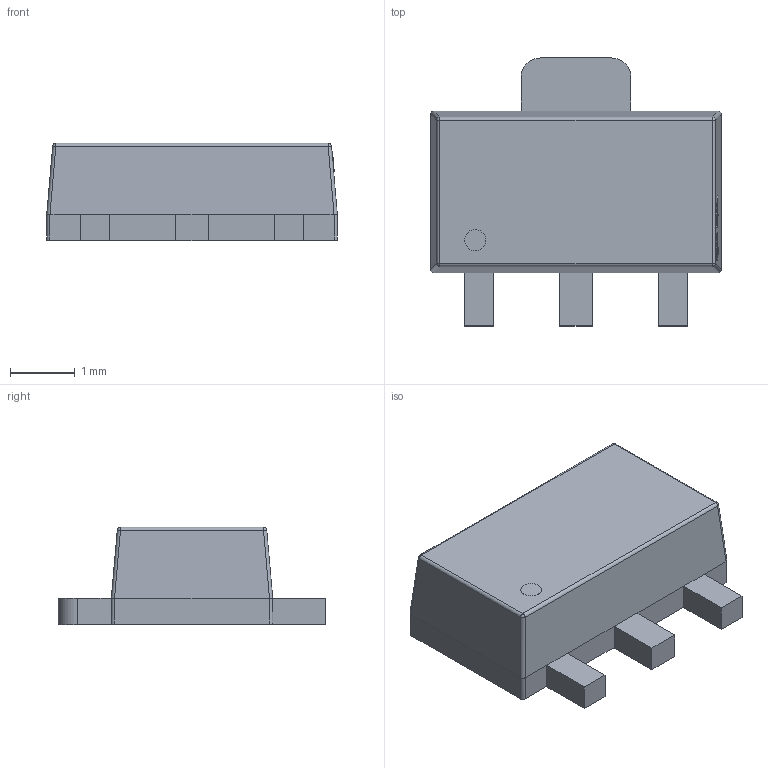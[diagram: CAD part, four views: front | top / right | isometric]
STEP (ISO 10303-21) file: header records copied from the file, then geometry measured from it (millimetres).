
FILE_DESCRIPTION (( 'STEP AP214' ), '1' );
FILE_NAME ('SOT-89-3_L4.5-W2.5-P1.50-LS4.2-BL.STEP', '2022-11-07T01:16:50', ( '' ), ( '' ), 'SwSTEP 2.0', 'SolidWorks 2020', '' );
FILE_SCHEMA (( 'AUTOMOTIVE_DESIGN' ));
Length unit declared in the file: millimetre
Products named in the file (1): SOT-89-3_L4.5-W2.5-P1.50-LS4.2-BL
Bounding box: 4.5 x 4.15 x 1.51 mm (x, y, z)
Volume: 17.2 mm3; surface area: 49.3 mm2
Topology: 1 solids, 1 shells, 285 faces, 769 edges, 506 vertices
Faces by surface type: plane 165, bspline 98, cylinder 18, sphere 4
Entity records: 12532 total; most frequent: CARTESIAN_POINT 2879, ORIENTED_EDGE 1538, DIRECTION 969, EDGE_CURVE 769, VECTOR 537, LINE 537, VERTEX_POINT 506, EDGE_LOOP 305
